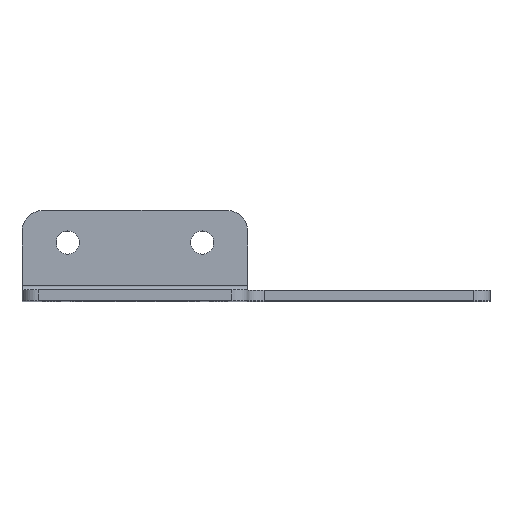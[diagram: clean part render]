
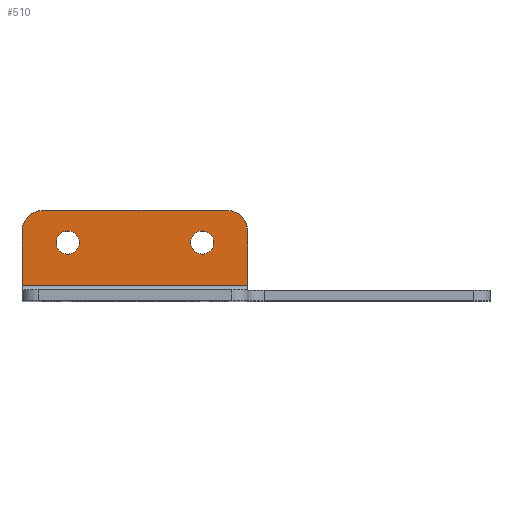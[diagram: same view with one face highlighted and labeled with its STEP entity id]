
A CAD part, top view. The second image highlights one B-rep face of the part: STEP entity #510.
In plain terms, the highlighted planar face has unit normal (0, 0, 1).
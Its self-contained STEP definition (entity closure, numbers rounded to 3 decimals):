
#32 = EDGE_CURVE ( 'NONE', #1405, #357, #691, .T. ) ;
#57 = DIRECTION ( 'NONE',  ( 0., 1., 0. ) ) ;
#68 = VERTEX_POINT ( 'NONE', #190 ) ;
#104 = CARTESIAN_POINT ( 'NONE',  ( 38., 15., 2.5 ) ) ;
#107 = CIRCLE ( 'NONE', #348, 2.15 ) ;
#156 = EDGE_LOOP ( 'NONE', ( #1874, #1898 ) ) ;
#160 = ORIENTED_EDGE ( 'NONE', *, *, #2145, .F. ) ;
#163 = ORIENTED_EDGE ( 'NONE', *, *, #1325, .T. ) ;
#172 = CARTESIAN_POINT ( 'NONE',  ( 42., 1., 2.5 ) ) ;
#190 = CARTESIAN_POINT ( 'NONE',  ( 0., 11., 2.5 ) ) ;
#200 = DIRECTION ( 'NONE',  ( 0., 0., 1. ) ) ;
#225 = CARTESIAN_POINT ( 'NONE',  ( 31.35, 9., 2.5 ) ) ;
#289 = ORIENTED_EDGE ( 'NONE', *, *, #1811, .F. ) ;
#290 = CARTESIAN_POINT ( 'NONE',  ( 10.65, 9., 2.5 ) ) ;
#310 = CARTESIAN_POINT ( 'NONE',  ( 33.5, 9., 2.5 ) ) ;
#312 = FACE_BOUND ( 'NONE', #156, .T. ) ;
#348 = AXIS2_PLACEMENT_3D ( 'NONE', #1557, #432, #1735 ) ;
#357 = VERTEX_POINT ( 'NONE', #104 ) ;
#374 = CIRCLE ( 'NONE', #1282, 4. ) ;
#393 = CARTESIAN_POINT ( 'NONE',  ( 33.5, 9., 2.5 ) ) ;
#432 = DIRECTION ( 'NONE',  ( 0., 0., 1. ) ) ;
#452 = EDGE_LOOP ( 'NONE', ( #160, #163, #2402, #1801, #768, #2057 ) ) ;
#464 = VECTOR ( 'NONE', #2155, 1000. ) ;
#472 = CARTESIAN_POINT ( 'NONE',  ( 0., 0., 2.5 ) ) ;
#484 = AXIS2_PLACEMENT_3D ( 'NONE', #1386, #1551, #2107 ) ;
#510 = ADVANCED_FACE ( 'NONE', ( #1894, #312, #2252 ), #606, .F. ) ;
#512 = DIRECTION ( 'NONE',  ( 0., 0., 1. ) ) ;
#550 = VECTOR ( 'NONE', #2309, 1000. ) ;
#558 = VERTEX_POINT ( 'NONE', #1721 ) ;
#562 = DIRECTION ( 'NONE',  ( -1., 0., 0. ) ) ;
#600 = CARTESIAN_POINT ( 'NONE',  ( 38., 11., 2.5 ) ) ;
#606 = PLANE ( 'NONE',  #1740 ) ;
#613 = CARTESIAN_POINT ( 'NONE',  ( 0., 0., 2.5 ) ) ;
#673 = VERTEX_POINT ( 'NONE', #290 ) ;
#691 = CIRCLE ( 'NONE', #1860, 4. ) ;
#734 = EDGE_CURVE ( 'NONE', #1362, #2325, #1806, .T. ) ;
#745 = VECTOR ( 'NONE', #562, 1000. ) ;
#751 = VERTEX_POINT ( 'NONE', #1080 ) ;
#755 = AXIS2_PLACEMENT_3D ( 'NONE', #310, #512, #1440 ) ;
#768 = ORIENTED_EDGE ( 'NONE', *, *, #1248, .T. ) ;
#772 = DIRECTION ( 'NONE',  ( 0., 0., 1. ) ) ;
#806 = CARTESIAN_POINT ( 'NONE',  ( 42., 11., 2.5 ) ) ;
#807 = LINE ( 'NONE', #172, #745 ) ;
#913 = VERTEX_POINT ( 'NONE', #1355 ) ;
#953 = VECTOR ( 'NONE', #57, 1000. ) ;
#1014 = CIRCLE ( 'NONE', #484, 2.15 ) ;
#1080 = CARTESIAN_POINT ( 'NONE',  ( 4., 15., 2.5 ) ) ;
#1157 = CARTESIAN_POINT ( 'NONE',  ( 35.65, 9., 2.5 ) ) ;
#1207 = LINE ( 'NONE', #1527, #550 ) ;
#1248 = EDGE_CURVE ( 'NONE', #751, #68, #374, .T. ) ;
#1282 = AXIS2_PLACEMENT_3D ( 'NONE', #1326, #772, #1319 ) ;
#1319 = DIRECTION ( 'NONE',  ( -1., 0., 0. ) ) ;
#1322 = DIRECTION ( 'NONE',  ( 1., 0., 0. ) ) ;
#1325 = EDGE_CURVE ( 'NONE', #913, #1405, #1446, .T. ) ;
#1326 = CARTESIAN_POINT ( 'NONE',  ( 4., 11., 2.5 ) ) ;
#1353 = DIRECTION ( 'NONE',  ( -1., 0., 0. ) ) ;
#1355 = CARTESIAN_POINT ( 'NONE',  ( 42., 1., 2.5 ) ) ;
#1362 = VERTEX_POINT ( 'NONE', #1157 ) ;
#1386 = CARTESIAN_POINT ( 'NONE',  ( 8.5, 9., 2.5 ) ) ;
#1405 = VERTEX_POINT ( 'NONE', #806 ) ;
#1440 = DIRECTION ( 'NONE',  ( 1., 0., 0. ) ) ;
#1446 = LINE ( 'NONE', #1556, #953 ) ;
#1477 = CARTESIAN_POINT ( 'NONE',  ( 6.35, 9., 2.5 ) ) ;
#1527 = CARTESIAN_POINT ( 'NONE',  ( 0., 15., 2.5 ) ) ;
#1551 = DIRECTION ( 'NONE',  ( 0., 0., 1. ) ) ;
#1556 = CARTESIAN_POINT ( 'NONE',  ( 42., 0., 2.5 ) ) ;
#1557 = CARTESIAN_POINT ( 'NONE',  ( 8.5, 9., 2.5 ) ) ;
#1713 = CIRCLE ( 'NONE', #2212, 2.15 ) ;
#1721 = CARTESIAN_POINT ( 'NONE',  ( 0., 1., 2.5 ) ) ;
#1735 = DIRECTION ( 'NONE',  ( 1., 0., 0. ) ) ;
#1740 = AXIS2_PLACEMENT_3D ( 'NONE', #613, #1909, #1353 ) ;
#1801 = ORIENTED_EDGE ( 'NONE', *, *, #2236, .T. ) ;
#1806 = CIRCLE ( 'NONE', #755, 2.15 ) ;
#1811 = EDGE_CURVE ( 'NONE', #2325, #1362, #1713, .T. ) ;
#1860 = AXIS2_PLACEMENT_3D ( 'NONE', #600, #1884, #2300 ) ;
#1874 = ORIENTED_EDGE ( 'NONE', *, *, #2016, .F. ) ;
#1884 = DIRECTION ( 'NONE',  ( 0., 0., 1. ) ) ;
#1894 = FACE_BOUND ( 'NONE', #1988, .T. ) ;
#1898 = ORIENTED_EDGE ( 'NONE', *, *, #2291, .F. ) ;
#1909 = DIRECTION ( 'NONE',  ( 0., 0., -1. ) ) ;
#1988 = EDGE_LOOP ( 'NONE', ( #2096, #289 ) ) ;
#2016 = EDGE_CURVE ( 'NONE', #673, #2445, #1014, .T. ) ;
#2036 = EDGE_CURVE ( 'NONE', #68, #558, #2370, .T. ) ;
#2057 = ORIENTED_EDGE ( 'NONE', *, *, #2036, .T. ) ;
#2096 = ORIENTED_EDGE ( 'NONE', *, *, #734, .F. ) ;
#2107 = DIRECTION ( 'NONE',  ( 1., 0., 0. ) ) ;
#2145 = EDGE_CURVE ( 'NONE', #913, #558, #807, .T. ) ;
#2155 = DIRECTION ( 'NONE',  ( 0., -1., 0. ) ) ;
#2212 = AXIS2_PLACEMENT_3D ( 'NONE', #393, #200, #1322 ) ;
#2236 = EDGE_CURVE ( 'NONE', #357, #751, #1207, .T. ) ;
#2252 = FACE_OUTER_BOUND ( 'NONE', #452, .T. ) ;
#2291 = EDGE_CURVE ( 'NONE', #2445, #673, #107, .T. ) ;
#2300 = DIRECTION ( 'NONE',  ( -1., 0., 0. ) ) ;
#2309 = DIRECTION ( 'NONE',  ( -1., 0., 0. ) ) ;
#2325 = VERTEX_POINT ( 'NONE', #225 ) ;
#2370 = LINE ( 'NONE', #472, #464 ) ;
#2402 = ORIENTED_EDGE ( 'NONE', *, *, #32, .T. ) ;
#2445 = VERTEX_POINT ( 'NONE', #1477 ) ;
